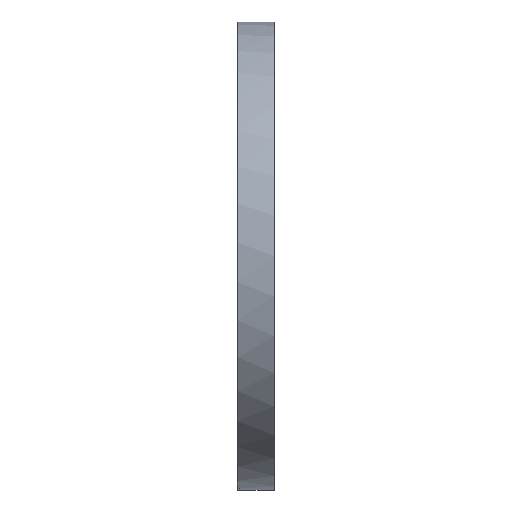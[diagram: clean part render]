
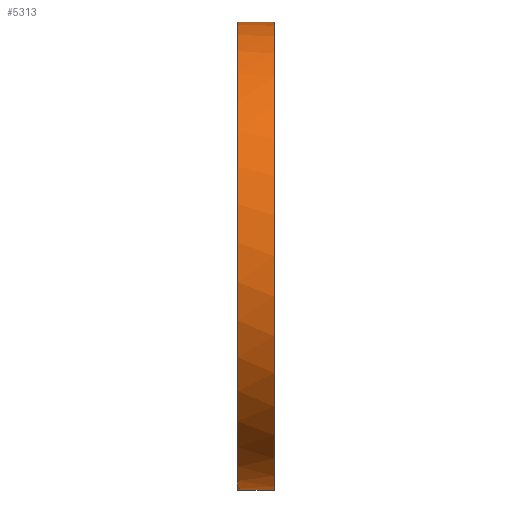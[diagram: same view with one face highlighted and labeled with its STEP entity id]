
A CAD part, left-side view. The second image highlights one B-rep face of the part: STEP entity #5313.
In plain terms, the highlighted cylindrical face has radius 177.8 mm (diameter 355.6 mm), a partial arc.
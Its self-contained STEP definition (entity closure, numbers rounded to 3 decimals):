
#119 = LINE ( 'NONE', #3649, #3909 ) ;
#355 = CARTESIAN_POINT ( 'NONE',  ( 0., 1.2, 177.8 ) ) ;
#726 = VERTEX_POINT ( 'NONE', #5179 ) ;
#887 = CARTESIAN_POINT ( 'NONE',  ( 0., 0.5, 177.8 ) ) ;
#967 = VECTOR ( 'NONE', #4001, 1000. ) ;
#1026 = EDGE_CURVE ( 'NONE', #5014, #2989, #3991, .T. ) ;
#1051 = ORIENTED_EDGE ( 'NONE', *, *, #1451, .T. ) ;
#1072 = ORIENTED_EDGE ( 'NONE', *, *, #1247, .T. ) ;
#1140 = ORIENTED_EDGE ( 'NONE', *, *, #1026, .T. ) ;
#1192 = EDGE_LOOP ( 'NONE', ( #1474, #1374, #1319, #1296, #1222, #1140, #1072, #1051 ) ) ;
#1220 = DIRECTION ( 'NONE',  ( 0., -1., 0. ) ) ;
#1222 = ORIENTED_EDGE ( 'NONE', *, *, #1444, .T. ) ;
#1235 = EDGE_CURVE ( 'NONE', #2651, #3889, #3647, .T. ) ;
#1247 = EDGE_CURVE ( 'NONE', #2989, #2661, #6032, .T. ) ;
#1296 = ORIENTED_EDGE ( 'NONE', *, *, #1443, .F. ) ;
#1297 = LINE ( 'NONE', #3575, #6159 ) ;
#1319 = ORIENTED_EDGE ( 'NONE', *, *, #1433, .T. ) ;
#1374 = ORIENTED_EDGE ( 'NONE', *, *, #1423, .T. ) ;
#1423 = EDGE_CURVE ( 'NONE', #2651, #3719, #5116, .T. ) ;
#1433 = EDGE_CURVE ( 'NONE', #3719, #4284, #119, .T. ) ;
#1443 = EDGE_CURVE ( 'NONE', #726, #4284, #5410, .T. ) ;
#1444 = EDGE_CURVE ( 'NONE', #726, #5014, #1297, .T. ) ;
#1451 = EDGE_CURVE ( 'NONE', #2661, #3889, #2682, .T. ) ;
#1474 = ORIENTED_EDGE ( 'NONE', *, *, #1235, .F. ) ;
#1773 = AXIS2_PLACEMENT_3D ( 'NONE', #5572, #6043, #2385 ) ;
#1888 = CARTESIAN_POINT ( 'NONE',  ( -20.076, 27.9, -176.663 ) ) ;
#2030 = CARTESIAN_POINT ( 'NONE',  ( -20.076, 27.1, -176.663 ) ) ;
#2385 = DIRECTION ( 'NONE',  ( 0., 0., -1. ) ) ;
#2651 = VERTEX_POINT ( 'NONE', #4910 ) ;
#2661 = VERTEX_POINT ( 'NONE', #5805 ) ;
#2682 = CIRCLE ( 'NONE', #4041, 177.8 ) ;
#2716 = CARTESIAN_POINT ( 'NONE',  ( 0., 27.9, 0. ) ) ;
#2989 = VERTEX_POINT ( 'NONE', #4062 ) ;
#3406 = DIRECTION ( 'NONE',  ( 0., 0., 1. ) ) ;
#3425 = DIRECTION ( 'NONE',  ( 0., 1., 0. ) ) ;
#3432 = CARTESIAN_POINT ( 'NONE',  ( 0., 0.5, 0. ) ) ;
#3478 = DIRECTION ( 'NONE',  ( 0., -1., 0. ) ) ;
#3495 = DIRECTION ( 'NONE',  ( 0., 0., 1. ) ) ;
#3498 = DIRECTION ( 'NONE',  ( 0., 1., 0. ) ) ;
#3523 = CARTESIAN_POINT ( 'NONE',  ( 0., 27.1, 0. ) ) ;
#3575 = CARTESIAN_POINT ( 'NONE',  ( -17.093, 1.2, -176.976 ) ) ;
#3605 = DIRECTION ( 'NONE',  ( 0., 0., -1. ) ) ;
#3632 = DIRECTION ( 'NONE',  ( 0., -1., 0. ) ) ;
#3635 = CARTESIAN_POINT ( 'NONE',  ( 0., 27.9, 0. ) ) ;
#3647 = LINE ( 'NONE', #355, #967 ) ;
#3649 = CARTESIAN_POINT ( 'NONE',  ( -20.076, 1.2, -176.663 ) ) ;
#3719 = VERTEX_POINT ( 'NONE', #1888 ) ;
#3889 = VERTEX_POINT ( 'NONE', #887 ) ;
#3909 = VECTOR ( 'NONE', #3478, 1000. ) ;
#3936 = CARTESIAN_POINT ( 'NONE',  ( -17.093, 27.9, -176.976 ) ) ;
#3991 = CIRCLE ( 'NONE', #4463, 177.8 ) ;
#4001 = DIRECTION ( 'NONE',  ( 0., -1., 0. ) ) ;
#4041 = AXIS2_PLACEMENT_3D ( 'NONE', #3432, #3425, #3406 ) ;
#4052 = AXIS2_PLACEMENT_3D ( 'NONE', #3523, #3498, #3495 ) ;
#4062 = CARTESIAN_POINT ( 'NONE',  ( 0., 27.9, -177.8 ) ) ;
#4083 = AXIS2_PLACEMENT_3D ( 'NONE', #3635, #3632, #3605 ) ;
#4284 = VERTEX_POINT ( 'NONE', #2030 ) ;
#4292 = CYLINDRICAL_SURFACE ( 'NONE', #1773, 177.8 ) ;
#4385 = DIRECTION ( 'NONE',  ( 0., 1., 0. ) ) ;
#4431 = FACE_OUTER_BOUND ( 'NONE', #1192, .T. ) ;
#4463 = AXIS2_PLACEMENT_3D ( 'NONE', #2716, #1220, #4899 ) ;
#4680 = VECTOR ( 'NONE', #6000, 1000. ) ;
#4899 = DIRECTION ( 'NONE',  ( 0., 0., -1. ) ) ;
#4910 = CARTESIAN_POINT ( 'NONE',  ( 0., 27.9, 177.8 ) ) ;
#5014 = VERTEX_POINT ( 'NONE', #3936 ) ;
#5116 = CIRCLE ( 'NONE', #4083, 177.8 ) ;
#5179 = CARTESIAN_POINT ( 'NONE',  ( -17.093, 27.1, -176.976 ) ) ;
#5313 = ADVANCED_FACE ( 'NONE', ( #4431 ), #4292, .T. ) ;
#5410 = CIRCLE ( 'NONE', #4052, 177.8 ) ;
#5412 = CARTESIAN_POINT ( 'NONE',  ( 0., 1.2, -177.8 ) ) ;
#5572 = CARTESIAN_POINT ( 'NONE',  ( 0., 1.2, 0. ) ) ;
#5805 = CARTESIAN_POINT ( 'NONE',  ( 0., 0.5, -177.8 ) ) ;
#6000 = DIRECTION ( 'NONE',  ( 0., -1., 0. ) ) ;
#6032 = LINE ( 'NONE', #5412, #4680 ) ;
#6043 = DIRECTION ( 'NONE',  ( 0., -1., 0. ) ) ;
#6159 = VECTOR ( 'NONE', #4385, 1000. ) ;
